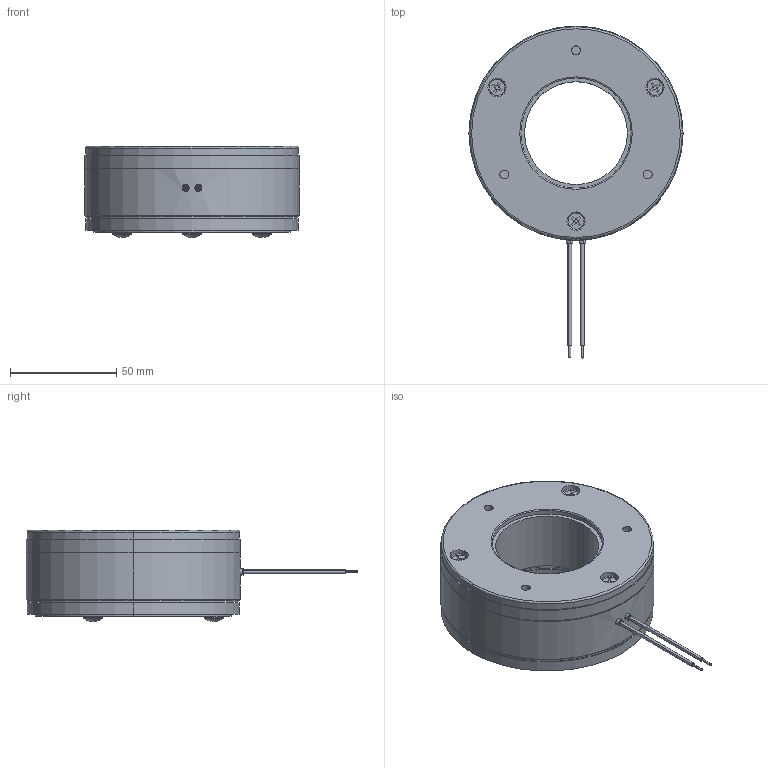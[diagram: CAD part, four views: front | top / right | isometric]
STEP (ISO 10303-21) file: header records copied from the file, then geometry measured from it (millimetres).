
FILE_DESCRIPTION (( 'STEP AP214' ), '1' );
FILE_NAME ('dr_bk_08P1-310_mu.STEP', '2024-05-27T07:32:43', ( '' ), ( '' ), 'SwSTEP 2.0', 'SolidWorks 2022', '' );
FILE_SCHEMA (( 'AUTOMOTIVE_DESIGN' ));
Length unit declared in the file: millimetre
Products named in the file (7): dr_bk_08P1-310_mu; 10069030_000; 10068820_000; 10069028_000; 10068819_000_Einbaulänge 4,05; 10068974_000; 10069029_000
Assembly tree (10 placements, depth 3):
  dr_bk_08P1-310_mu
    10068974_000
    10069028_000
      10069029_000
      10068820_000  x3
      10069030_000
      10068819_000_Einbaulänge 4,05  x3
Bounding box: 101 x 156.5 x 43.05 mm (x, y, z)
Volume: 238455.4 mm3; surface area: 52585.3 mm2
Topology: 11 solids, 11 shells, 276 faces, 626 edges, 390 vertices
Faces by surface type: cylinder 120, plane 72, cone 60, torus 18, sphere 6
Entity records: 8919 total; most frequent: CARTESIAN_POINT 1470, DIRECTION 1240, ORIENTED_EDGE 1040, EDGE_CURVE 520, AXIS2_PLACEMENT_3D 496, VERTEX_POINT 330, EDGE_LOOP 280, CIRCLE 256
